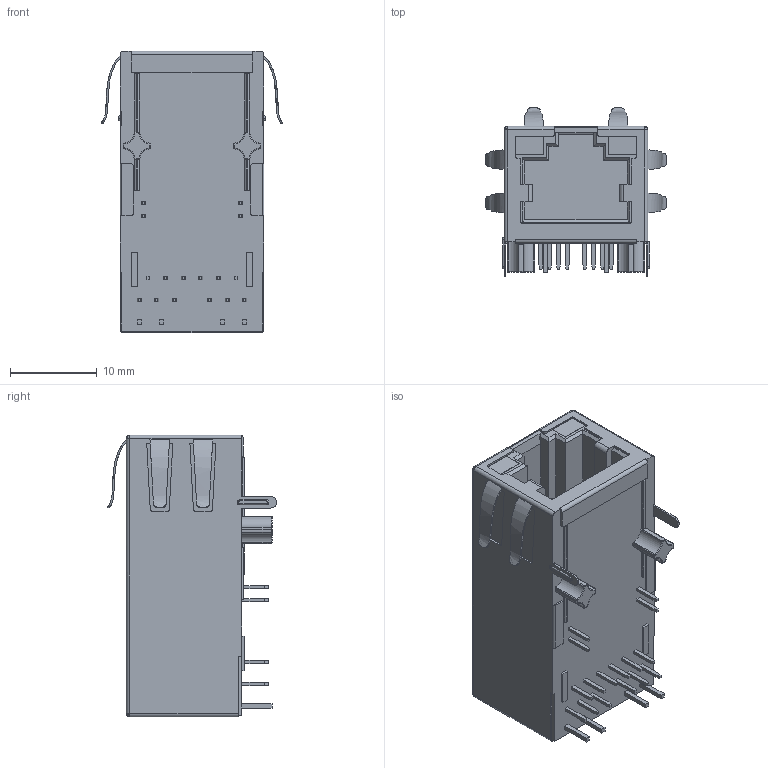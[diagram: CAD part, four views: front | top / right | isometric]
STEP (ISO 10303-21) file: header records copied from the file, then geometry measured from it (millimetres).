
FILE_DESCRIPTION (( 'STEP AP214' ), '1' );
FILE_NAME ('TMJK6064A9NL.STEP', '2022-11-04T10:12:32', ( '' ), ( '' ), 'SwSTEP 2.0', 'SolidWorks 2022', '' );
FILE_SCHEMA (( 'AUTOMOTIVE_DESIGN' ));
Length unit declared in the file: millimetre
Products named in the file (1): TMJK6064A9NL
Bounding box: 20.93 x 19.46 x 32.5 mm (x, y, z)
Volume: 6320.9 mm3; surface area: 3253.6 mm2
Topology: 1 solids, 1 shells, 861 faces, 2243 edges, 1462 vertices
Faces by surface type: plane 547, bspline 146, cylinder 110, sphere 40, torus 18
Entity records: 34012 total; most frequent: CARTESIAN_POINT 13666, ORIENTED_EDGE 4486, DIRECTION 3643, EDGE_CURVE 2243, VECTOR 1627, LINE 1627, VERTEX_POINT 1462, AXIS2_PLACEMENT_3D 1008
